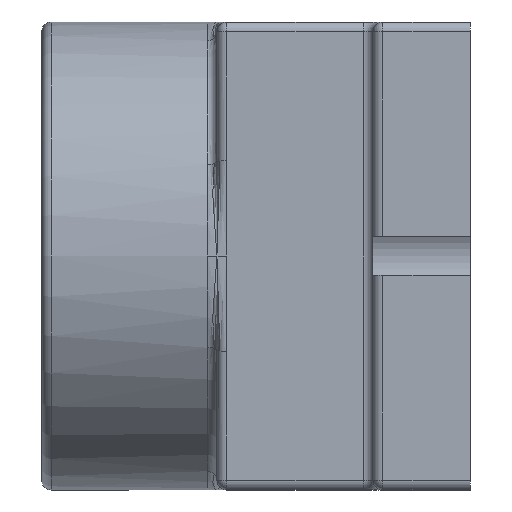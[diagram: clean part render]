
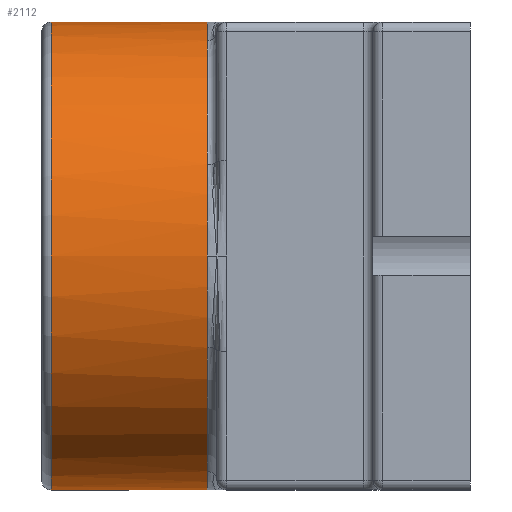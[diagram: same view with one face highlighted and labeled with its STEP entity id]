
A CAD part, left-side view. The second image highlights one B-rep face of the part: STEP entity #2112.
In plain terms, the highlighted cylindrical face has radius 6 mm (diameter 12 mm), a partial arc.
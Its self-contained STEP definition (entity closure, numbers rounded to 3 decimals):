
#1 = CARTESIAN_POINT ( 'NONE',  ( -11.5, 0.25, 0.199 ) ) ;
#140 = CARTESIAN_POINT ( 'NONE',  ( -6.293, 0.25, -5.951 ) ) ;
#176 = CARTESIAN_POINT ( 'NONE',  ( -11.02, 0.25, 2.352 ) ) ;
#258 = CIRCLE ( 'NONE', #7044, 6. ) ;
#279 = AXIS2_PLACEMENT_3D ( 'NONE', #1523, #6008, #387 ) ;
#387 = DIRECTION ( 'NONE',  ( 0., 0., 1. ) ) ;
#589 = AXIS2_PLACEMENT_3D ( 'NONE', #6104, #3316, #6691 ) ;
#602 = VERTEX_POINT ( 'NONE', #3666 ) ;
#685 = CARTESIAN_POINT ( 'NONE',  ( -5.5, 4.25, 6. ) ) ;
#714 = DIRECTION ( 'NONE',  ( 0., -1., 0. ) ) ;
#760 = VERTEX_POINT ( 'NONE', #1079 ) ;
#792 = EDGE_CURVE ( 'NONE', #6656, #2687, #2117, .T. ) ;
#849 = EDGE_CURVE ( 'NONE', #6824, #6986, #5398, .T. ) ;
#961 = ORIENTED_EDGE ( 'NONE', *, *, #1869, .F. ) ;
#1079 = CARTESIAN_POINT ( 'NONE',  ( -11.02, 0.25, -2.352 ) ) ;
#1103 = CARTESIAN_POINT ( 'NONE',  ( -11.292, 0.25, 1.58 ) ) ;
#1146 = CARTESIAN_POINT ( 'NONE',  ( -11.342, 0.25, -1.384 ) ) ;
#1152 = DIRECTION ( 'NONE',  ( 0., 0., -1. ) ) ;
#1335 = CARTESIAN_POINT ( 'NONE',  ( -7.852, 0.25, -5.52 ) ) ;
#1366 = ORIENTED_EDGE ( 'NONE', *, *, #3129, .T. ) ;
#1523 = CARTESIAN_POINT ( 'NONE',  ( -5.5, 0.25, 0. ) ) ;
#1559 = CARTESIAN_POINT ( 'NONE',  ( -6.293, 0.25, 5.951 ) ) ;
#1658 = CARTESIAN_POINT ( 'NONE',  ( -11.421, 0.25, 0.991 ) ) ;
#1694 = VECTOR ( 'NONE', #714, 1000. ) ;
#1698 = CARTESIAN_POINT ( 'NONE',  ( -11.101, 0.25, -2.161 ) ) ;
#1845 = CARTESIAN_POINT ( 'NONE',  ( -7.468, 0.25, -5.672 ) ) ;
#1869 = EDGE_CURVE ( 'NONE', #3840, #6986, #6051, .T. ) ;
#2112 = ADVANCED_FACE ( 'NONE', ( #6266 ), #2280, .T. ) ;
#2117 = B_SPLINE_CURVE_WITH_KNOTS ( 'NONE', 3,
 ( #2149, #4374, #5451, #1103, #4953, #1658, #5517, #2769, #1, #3293 ),
 .UNSPECIFIED., .F., .F.,
 ( 4, 2, 2, 2, 4 ),
 ( 0., 0.25, 0.5, 0.75, 1. ),
 .UNSPECIFIED. ) ;
#2133 = DIRECTION ( 'NONE',  ( 0., 1., 0. ) ) ;
#2149 = CARTESIAN_POINT ( 'NONE',  ( -11.02, 0.25, 2.352 ) ) ;
#2260 = CARTESIAN_POINT ( 'NONE',  ( -5.5, 4.5, 0. ) ) ;
#2280 = CYLINDRICAL_SURFACE ( 'NONE', #2850, 6. ) ;
#2622 = CARTESIAN_POINT ( 'NONE',  ( -5.5, 0.25, 6. ) ) ;
#2687 = VERTEX_POINT ( 'NONE', #5969 ) ;
#2737 = EDGE_LOOP ( 'NONE', ( #4184, #6300, #4807, #961, #1366, #5149, #4901, #5255, #3863 ) ) ;
#2753 = VERTEX_POINT ( 'NONE', #685 ) ;
#2769 = CARTESIAN_POINT ( 'NONE',  ( -11.49, 0.25, 0.397 ) ) ;
#2844 = CARTESIAN_POINT ( 'NONE',  ( -11.49, 0.25, -0.397 ) ) ;
#2850 = AXIS2_PLACEMENT_3D ( 'NONE', #2260, #6021, #1152 ) ;
#2956 = CARTESIAN_POINT ( 'NONE',  ( -6.491, 0.25, -5.921 ) ) ;
#3129 = EDGE_CURVE ( 'NONE', #3840, #760, #258, .T. ) ;
#3162 = CARTESIAN_POINT ( 'NONE',  ( -5.897, 0.25, 5.99 ) ) ;
#3238 = CARTESIAN_POINT ( 'NONE',  ( -7.852, 0.25, 5.52 ) ) ;
#3293 = CARTESIAN_POINT ( 'NONE',  ( -11.5, 0.25, 0. ) ) ;
#3316 = DIRECTION ( 'NONE',  ( 0., -1., 0. ) ) ;
#3343 = CARTESIAN_POINT ( 'NONE',  ( -7.852, 0.25, -5.52 ) ) ;
#3433 = EDGE_CURVE ( 'NONE', #2687, #760, #4194, .T. ) ;
#3442 = CARTESIAN_POINT ( 'NONE',  ( -5.897, 0.25, -5.99 ) ) ;
#3458 = VERTEX_POINT ( 'NONE', #6680 ) ;
#3488 = CARTESIAN_POINT ( 'NONE',  ( -5.699, 0.25, -6. ) ) ;
#3637 = EDGE_CURVE ( 'NONE', #602, #3458, #3664, .T. ) ;
#3664 = B_SPLINE_CURVE_WITH_KNOTS ( 'NONE', 3,
 ( #2622, #6490, #3162, #1559, #7069, #6231, #7177, #6597, #4915, #3238 ),
 .UNSPECIFIED., .F., .F.,
 ( 4, 2, 2, 2, 4 ),
 ( 0., 0.25, 0.5, 0.75, 1. ),
 .UNSPECIFIED. ) ;
#3666 = CARTESIAN_POINT ( 'NONE',  ( -5.5, 0.25, 6. ) ) ;
#3704 = CARTESIAN_POINT ( 'NONE',  ( -11.5, 0.25, 0. ) ) ;
#3840 = VERTEX_POINT ( 'NONE', #3343 ) ;
#3863 = ORIENTED_EDGE ( 'NONE', *, *, #3637, .F. ) ;
#3941 = CARTESIAN_POINT ( 'NONE',  ( -5.5, 4.5, -6. ) ) ;
#3979 = VECTOR ( 'NONE', #6768, 1000. ) ;
#3980 = CARTESIAN_POINT ( 'NONE',  ( -6.884, 0.25, -5.842 ) ) ;
#4070 = CARTESIAN_POINT ( 'NONE',  ( -7.08, 0.25, -5.792 ) ) ;
#4184 = ORIENTED_EDGE ( 'NONE', *, *, #6520, .F. ) ;
#4194 = B_SPLINE_CURVE_WITH_KNOTS ( 'NONE', 3,
 ( #3704, #4832, #2844, #6736, #4936, #1146, #6095, #6710, #1698, #5026 ),
 .UNSPECIFIED., .F., .F.,
 ( 4, 2, 2, 2, 4 ),
 ( 0., 0.25, 0.5, 0.75, 1. ),
 .UNSPECIFIED. ) ;
#4231 = CIRCLE ( 'NONE', #589, 6. ) ;
#4374 = CARTESIAN_POINT ( 'NONE',  ( -11.101, 0.25, 2.161 ) ) ;
#4445 = DIRECTION ( 'NONE',  ( 0., 0., 1. ) ) ;
#4807 = ORIENTED_EDGE ( 'NONE', *, *, #849, .T. ) ;
#4832 = CARTESIAN_POINT ( 'NONE',  ( -11.5, 0.25, -0.199 ) ) ;
#4901 = ORIENTED_EDGE ( 'NONE', *, *, #792, .F. ) ;
#4915 = CARTESIAN_POINT ( 'NONE',  ( -7.661, 0.25, 5.601 ) ) ;
#4936 = CARTESIAN_POINT ( 'NONE',  ( -11.421, 0.25, -0.991 ) ) ;
#4947 = EDGE_CURVE ( 'NONE', #6656, #3458, #5528, .T. ) ;
#4953 = CARTESIAN_POINT ( 'NONE',  ( -11.342, 0.25, 1.384 ) ) ;
#4959 = CARTESIAN_POINT ( 'NONE',  ( -5.5, 0.25, 0. ) ) ;
#5026 = CARTESIAN_POINT ( 'NONE',  ( -11.02, 0.25, -2.352 ) ) ;
#5098 = CARTESIAN_POINT ( 'NONE',  ( -5.5, 0.25, -6. ) ) ;
#5147 = CARTESIAN_POINT ( 'NONE',  ( -5.5, 4.5, 6. ) ) ;
#5149 = ORIENTED_EDGE ( 'NONE', *, *, #3433, .F. ) ;
#5255 = ORIENTED_EDGE ( 'NONE', *, *, #4947, .T. ) ;
#5398 = LINE ( 'NONE', #3941, #1694 ) ;
#5451 = CARTESIAN_POINT ( 'NONE',  ( -11.172, 0.25, 1.968 ) ) ;
#5476 = LINE ( 'NONE', #5147, #3979 ) ;
#5515 = CARTESIAN_POINT ( 'NONE',  ( -5.5, 0.25, -6. ) ) ;
#5517 = CARTESIAN_POINT ( 'NONE',  ( -11.451, 0.25, 0.793 ) ) ;
#5528 = CIRCLE ( 'NONE', #279, 6. ) ;
#5969 = CARTESIAN_POINT ( 'NONE',  ( -11.5, 0.25, 0. ) ) ;
#6008 = DIRECTION ( 'NONE',  ( 0., 1., 0. ) ) ;
#6021 = DIRECTION ( 'NONE',  ( 0., -1., 0. ) ) ;
#6051 = B_SPLINE_CURVE_WITH_KNOTS ( 'NONE', 3,
 ( #1335, #6242, #1845, #4070, #3980, #2956, #140, #3442, #3488, #5098 ),
 .UNSPECIFIED., .F., .F.,
 ( 4, 2, 2, 2, 4 ),
 ( 0., 0.25, 0.5, 0.75, 1. ),
 .UNSPECIFIED. ) ;
#6095 = CARTESIAN_POINT ( 'NONE',  ( -11.292, 0.25, -1.58 ) ) ;
#6104 = CARTESIAN_POINT ( 'NONE',  ( -5.5, 4.25, 0. ) ) ;
#6231 = CARTESIAN_POINT ( 'NONE',  ( -6.884, 0.25, 5.842 ) ) ;
#6242 = CARTESIAN_POINT ( 'NONE',  ( -7.661, 0.25, -5.601 ) ) ;
#6257 = CARTESIAN_POINT ( 'NONE',  ( -5.5, 4.25, -6. ) ) ;
#6266 = FACE_OUTER_BOUND ( 'NONE', #2737, .T. ) ;
#6300 = ORIENTED_EDGE ( 'NONE', *, *, #6412, .T. ) ;
#6412 = EDGE_CURVE ( 'NONE', #2753, #6824, #4231, .T. ) ;
#6490 = CARTESIAN_POINT ( 'NONE',  ( -5.699, 0.25, 6. ) ) ;
#6520 = EDGE_CURVE ( 'NONE', #2753, #602, #5476, .T. ) ;
#6597 = CARTESIAN_POINT ( 'NONE',  ( -7.468, 0.25, 5.672 ) ) ;
#6656 = VERTEX_POINT ( 'NONE', #176 ) ;
#6680 = CARTESIAN_POINT ( 'NONE',  ( -7.852, 0.25, 5.52 ) ) ;
#6691 = DIRECTION ( 'NONE',  ( 0., 0., 1. ) ) ;
#6710 = CARTESIAN_POINT ( 'NONE',  ( -11.172, 0.25, -1.968 ) ) ;
#6736 = CARTESIAN_POINT ( 'NONE',  ( -11.451, 0.25, -0.793 ) ) ;
#6768 = DIRECTION ( 'NONE',  ( 0., -1., 0. ) ) ;
#6824 = VERTEX_POINT ( 'NONE', #6257 ) ;
#6986 = VERTEX_POINT ( 'NONE', #5515 ) ;
#7044 = AXIS2_PLACEMENT_3D ( 'NONE', #4959, #2133, #4445 ) ;
#7069 = CARTESIAN_POINT ( 'NONE',  ( -6.491, 0.25, 5.921 ) ) ;
#7177 = CARTESIAN_POINT ( 'NONE',  ( -7.08, 0.25, 5.792 ) ) ;
